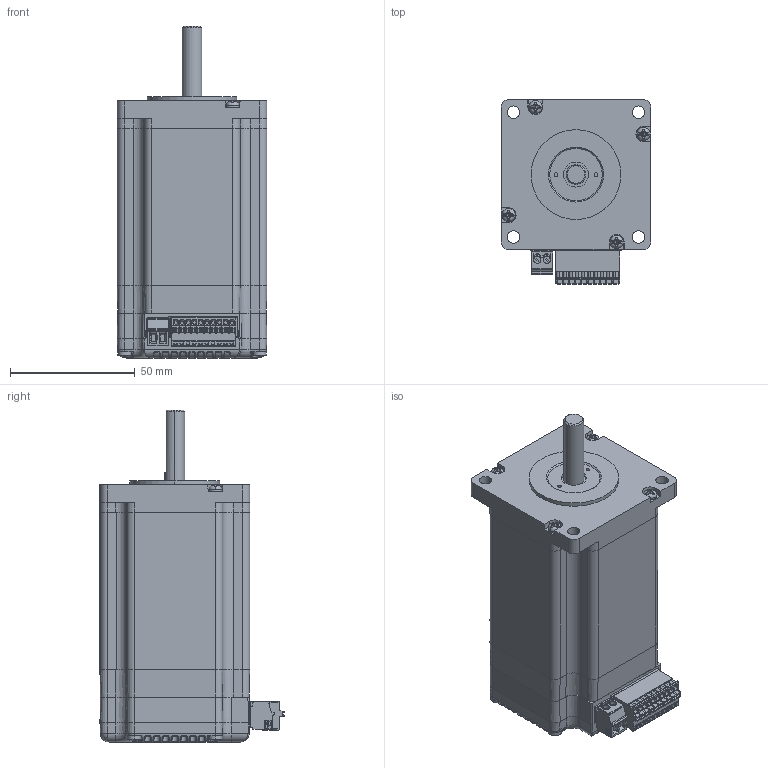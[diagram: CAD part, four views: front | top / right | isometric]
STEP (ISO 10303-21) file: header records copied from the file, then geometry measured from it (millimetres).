
FILE_DESCRIPTION (( 'STEP AP214' ), '1' );
FILE_NAME ('IG60E30-D4.STEP', '2022-12-20T09:07:25', ( '' ), ( '' ), 'SwSTEP 2.0', 'SolidWorks 2022', '' );
FILE_SCHEMA (( 'AUTOMOTIVE_DESIGN' ));
Length unit declared in the file: millimetre
Products named in the file (5): IG60萇儂-蚾饜极蚚; IG60驱动; 傷赽脣芛; 3.81x2p-GR-脣芛; IG60E30-D4
Assembly tree (4 placements, depth 2):
  IG60E30-D4
    IG60萇儂-蚾饜极蚚
    IG60驱动
    傷赽脣芛
    3.81x2p-GR-脣芛
Bounding box: 60 x 73.79 x 133 mm (x, y, z)
Volume: 300231.5 mm3; surface area: 62944.1 mm2
Topology: 9 solids, 9 shells, 4985 faces, 13428 edges, 8598 vertices
Faces by surface type: plane 2958, cylinder 1225, bspline 422, cone 196, torus 126, sphere 58
Entity records: 221283 total; most frequent: CARTESIAN_POINT 60342, ORIENTED_EDGE 26724, DIRECTION 23673, EDGE_CURVE 13362, VECTOR 9043, LINE 9043, VERTEX_POINT 8592, AXIS2_PLACEMENT_3D 7315
